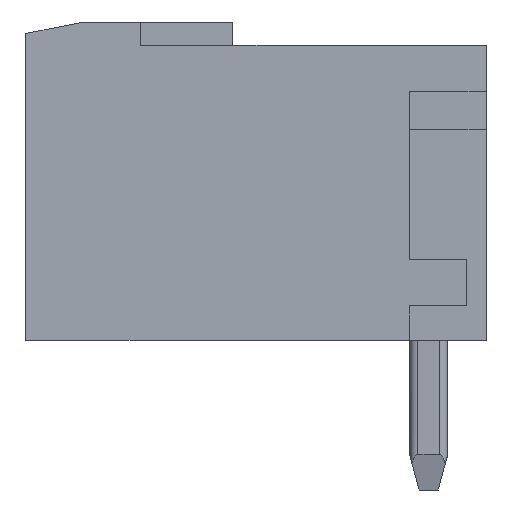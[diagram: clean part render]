
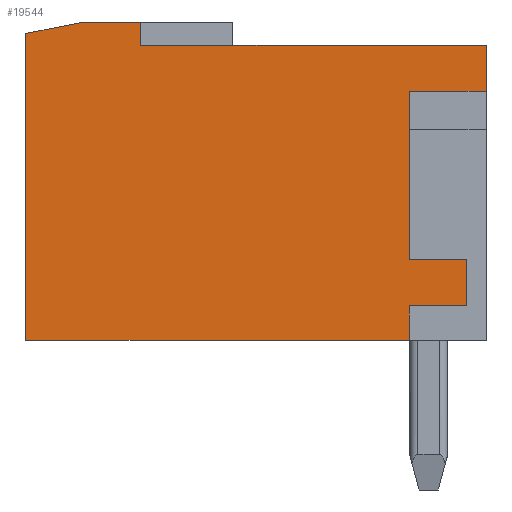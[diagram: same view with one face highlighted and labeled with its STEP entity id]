
A CAD part, left-side view. The second image highlights one B-rep face of the part: STEP entity #19544.
In plain terms, the highlighted planar face has unit normal (-1, 0, 0).
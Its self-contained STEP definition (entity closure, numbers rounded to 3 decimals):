
#3283=CARTESIAN_POINT('',(-48.05,0.,-1.8));
#3284=VERTEX_POINT('',#3283);
#3294=CARTESIAN_POINT('',(-48.05,2.,-1.8));
#3295=VERTEX_POINT('',#3294);
#3296=CARTESIAN_POINT('',(-48.05,0.,-1.8));
#3297=DIRECTION('',(0.,1.,0.));
#3298=VECTOR('',#3297,2.);
#3299=LINE('',#3296,#3298);
#3300=EDGE_CURVE('',#3284,#3295,#3299,.T.);
#6040=CARTESIAN_POINT('',(-48.05,0.5,-7.4));
#6041=VERTEX_POINT('',#6040);
#6051=CARTESIAN_POINT('',(-48.05,2.,-7.4));
#6052=VERTEX_POINT('',#6051);
#6053=CARTESIAN_POINT('',(-48.05,0.5,-7.4));
#6054=DIRECTION('',(0.,1.,0.));
#6055=VECTOR('',#6054,1.5);
#6056=LINE('',#6053,#6055);
#6057=EDGE_CURVE('',#6041,#6052,#6056,.T.);
#6076=CARTESIAN_POINT('',(-48.05,2.,-6.2));
#6077=VERTEX_POINT('',#6076);
#6078=CARTESIAN_POINT('',(-48.05,0.5,-6.2));
#6079=VERTEX_POINT('',#6078);
#6080=CARTESIAN_POINT('',(-48.05,2.,-6.2));
#6081=DIRECTION('',(0.,-1.,0.));
#6082=VECTOR('',#6081,1.5);
#6083=LINE('',#6080,#6082);
#6084=EDGE_CURVE('',#6077,#6079,#6083,.T.);
#6114=CARTESIAN_POINT('',(-48.05,0.5,-6.2));
#6115=DIRECTION('',(0.,0.,-1.));
#6116=VECTOR('',#6115,1.2);
#6117=LINE('',#6114,#6116);
#6118=EDGE_CURVE('',#6079,#6041,#6117,.T.);
#19410=CARTESIAN_POINT('',(-48.05,2.,-8.3));
#19411=VERTEX_POINT('',#19410);
#19412=CARTESIAN_POINT('',(-48.05,2.,-7.4));
#19413=DIRECTION('',(0.,0.,-1.));
#19414=VECTOR('',#19413,0.9);
#19415=LINE('',#19412,#19414);
#19416=EDGE_CURVE('',#6052,#19411,#19415,.T.);
#19439=CARTESIAN_POINT('',(-48.05,2.,-1.8));
#19440=DIRECTION('',(0.,0.,-1.));
#19441=VECTOR('',#19440,4.4);
#19442=LINE('',#19439,#19441);
#19443=EDGE_CURVE('',#3295,#6077,#19442,.T.);
#19454=CARTESIAN_POINT('',(-48.05,9.,0.));
#19455=VERTEX_POINT('',#19454);
#19465=CARTESIAN_POINT('',(-48.05,9.,-0.6));
#19466=VERTEX_POINT('',#19465);
#19467=CARTESIAN_POINT('',(-48.05,9.,0.));
#19468=DIRECTION('',(0.,0.,-1.));
#19469=VECTOR('',#19468,0.6);
#19470=LINE('',#19467,#19469);
#19471=EDGE_CURVE('',#19455,#19466,#19470,.T.);
#19486=CARTESIAN_POINT('',(-48.05,3.2,-4.6));
#19487=DIRECTION('',(0.,0.,1.));
#19488=DIRECTION('',(-1.,0.,0.));
#19489=AXIS2_PLACEMENT_3D('',#19486,#19488,#19487);
#19490=PLANE('',#19489);
#19491=CARTESIAN_POINT('',(-48.05,0.,-0.6));
#19492=VERTEX_POINT('',#19491);
#19493=CARTESIAN_POINT('',(-48.05,0.,-0.6));
#19494=DIRECTION('',(0.,1.,0.));
#19495=VECTOR('',#19494,9.);
#19496=LINE('',#19493,#19495);
#19497=EDGE_CURVE('',#19492,#19466,#19496,.T.);
#19498=ORIENTED_EDGE('',*,*,#19497,.T.);
#19499=ORIENTED_EDGE('',*,*,#19471,.F.);
#19500=CARTESIAN_POINT('',(-48.05,10.5,0.));
#19501=VERTEX_POINT('',#19500);
#19502=CARTESIAN_POINT('',(-48.05,9.,0.));
#19503=DIRECTION('',(0.,1.,0.));
#19504=VECTOR('',#19503,1.5);
#19505=LINE('',#19502,#19504);
#19506=EDGE_CURVE('',#19455,#19501,#19505,.T.);
#19507=ORIENTED_EDGE('',*,*,#19506,.T.);
#19508=CARTESIAN_POINT('',(-48.05,12.,-0.3));
#19509=VERTEX_POINT('',#19508);
#19510=CARTESIAN_POINT('',(-48.05,10.5,0.));
#19511=DIRECTION('',(0.,0.981,-0.196));
#19512=VECTOR('',#19511,1.53);
#19513=LINE('',#19510,#19512);
#19514=EDGE_CURVE('',#19501,#19509,#19513,.T.);
#19515=ORIENTED_EDGE('',*,*,#19514,.T.);
#19516=CARTESIAN_POINT('',(-48.05,12.,-8.3));
#19517=VERTEX_POINT('',#19516);
#19518=CARTESIAN_POINT('',(-48.05,12.,-0.3));
#19519=DIRECTION('',(0.,0.,-1.));
#19520=VECTOR('',#19519,8.);
#19521=LINE('',#19518,#19520);
#19522=EDGE_CURVE('',#19509,#19517,#19521,.T.);
#19523=ORIENTED_EDGE('',*,*,#19522,.T.);
#19524=CARTESIAN_POINT('',(-48.05,12.,-8.3));
#19525=DIRECTION('',(0.,-1.,0.));
#19526=VECTOR('',#19525,10.);
#19527=LINE('',#19524,#19526);
#19528=EDGE_CURVE('',#19517,#19411,#19527,.T.);
#19529=ORIENTED_EDGE('',*,*,#19528,.T.);
#19530=ORIENTED_EDGE('',*,*,#19416,.F.);
#19531=ORIENTED_EDGE('',*,*,#6057,.F.);
#19532=ORIENTED_EDGE('',*,*,#6118,.F.);
#19533=ORIENTED_EDGE('',*,*,#6084,.F.);
#19534=ORIENTED_EDGE('',*,*,#19443,.F.);
#19535=ORIENTED_EDGE('',*,*,#3300,.F.);
#19536=CARTESIAN_POINT('',(-48.05,0.,-1.8));
#19537=DIRECTION('',(0.,0.,1.));
#19538=VECTOR('',#19537,1.2);
#19539=LINE('',#19536,#19538);
#19540=EDGE_CURVE('',#3284,#19492,#19539,.T.);
#19541=ORIENTED_EDGE('',*,*,#19540,.T.);
#19542=EDGE_LOOP('',(#19498,#19499,#19507,#19515,#19523,#19529,#19530,#19531,#19532,#19533,#19534,#19535,#19541));
#19543=FACE_OUTER_BOUND('',#19542,.T.);
#19544=ADVANCED_FACE('',(#19543),#19490,.T.);
